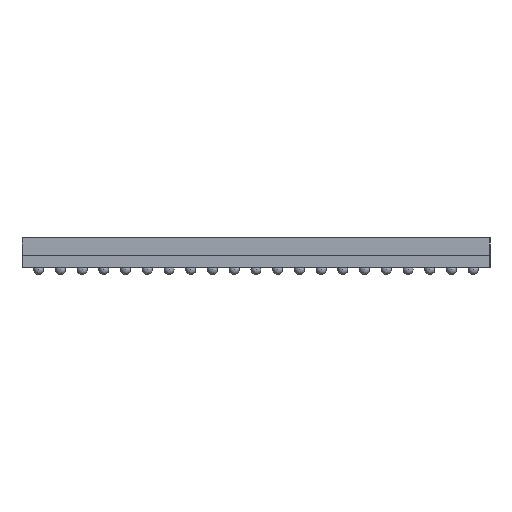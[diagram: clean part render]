
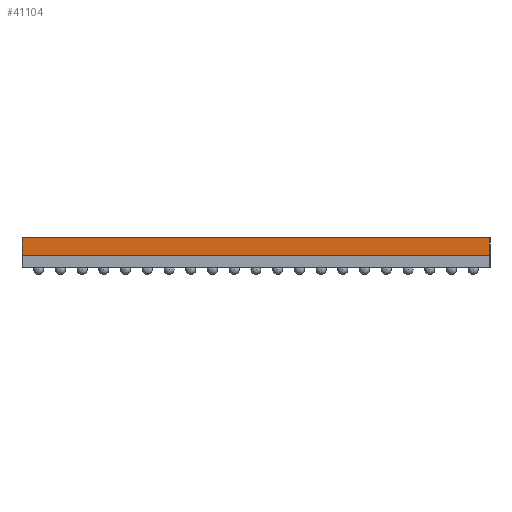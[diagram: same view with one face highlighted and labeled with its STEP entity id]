
A CAD part, left-side view. The second image highlights one B-rep face of the part: STEP entity #41104.
In plain terms, the highlighted planar face has unit normal (-1, 0, 0).
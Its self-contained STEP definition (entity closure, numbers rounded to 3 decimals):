
#873 = EDGE_CURVE ( 'NONE', #39043, #38569, #9279, .T. ) ;
#1493 = CARTESIAN_POINT ( 'NONE',  ( -7., -7., 0.53 ) ) ;
#2044 = DIRECTION ( 'NONE',  ( 0., -1., 0. ) ) ;
#2750 = AXIS2_PLACEMENT_3D ( 'NONE', #18699, #35781, #15526 ) ;
#5241 = CARTESIAN_POINT ( 'NONE',  ( -7., -7., 0. ) ) ;
#5274 = VECTOR ( 'NONE', #18961, 1000. ) ;
#5915 = CARTESIAN_POINT ( 'NONE',  ( -7., 7., 0.53 ) ) ;
#7037 = EDGE_CURVE ( 'NONE', #22959, #39043, #36606, .T. ) ;
#7207 = VERTEX_POINT ( 'NONE', #41722 ) ;
#9279 = LINE ( 'NONE', #12915, #28108 ) ;
#12915 = CARTESIAN_POINT ( 'NONE',  ( -7., 7., 0. ) ) ;
#14842 = FACE_OUTER_BOUND ( 'NONE', #36891, .T. ) ;
#15333 = LINE ( 'NONE', #1493, #5274 ) ;
#15526 = DIRECTION ( 'NONE',  ( 0., 1., 0. ) ) ;
#18699 = CARTESIAN_POINT ( 'NONE',  ( -7., 7., 0.53 ) ) ;
#18961 = DIRECTION ( 'NONE',  ( 0., 0., -1. ) ) ;
#22959 = VERTEX_POINT ( 'NONE', #5915 ) ;
#23556 = CARTESIAN_POINT ( 'NONE',  ( -7., 7., 0.53 ) ) ;
#24634 = ORIENTED_EDGE ( 'NONE', *, *, #30940, .F. ) ;
#26715 = DIRECTION ( 'NONE',  ( 0., -1., 0. ) ) ;
#28108 = VECTOR ( 'NONE', #2044, 1000. ) ;
#28447 = ORIENTED_EDGE ( 'NONE', *, *, #7037, .T. ) ;
#30410 = VECTOR ( 'NONE', #35915, 1000. ) ;
#30940 = EDGE_CURVE ( 'NONE', #7207, #38569, #15333, .T. ) ;
#35781 = DIRECTION ( 'NONE',  ( 1., 0., 0. ) ) ;
#35915 = DIRECTION ( 'NONE',  ( 0., 0., -1. ) ) ;
#36461 = ORIENTED_EDGE ( 'NONE', *, *, #43840, .F. ) ;
#36468 = PLANE ( 'NONE',  #2750 ) ;
#36606 = LINE ( 'NONE', #39504, #30410 ) ;
#36891 = EDGE_LOOP ( 'NONE', ( #42875, #24634, #36461, #28447 ) ) ;
#37646 = VECTOR ( 'NONE', #26715, 1000. ) ;
#38569 = VERTEX_POINT ( 'NONE', #5241 ) ;
#39043 = VERTEX_POINT ( 'NONE', #40228 ) ;
#39504 = CARTESIAN_POINT ( 'NONE',  ( -7., 7., 0.53 ) ) ;
#40228 = CARTESIAN_POINT ( 'NONE',  ( -7., 7., 0. ) ) ;
#40823 = LINE ( 'NONE', #23556, #37646 ) ;
#41104 = ADVANCED_FACE ( 'NONE', ( #14842 ), #36468, .F. ) ;
#41722 = CARTESIAN_POINT ( 'NONE',  ( -7., -7., 0.53 ) ) ;
#42875 = ORIENTED_EDGE ( 'NONE', *, *, #873, .T. ) ;
#43840 = EDGE_CURVE ( 'NONE', #22959, #7207, #40823, .T. ) ;
